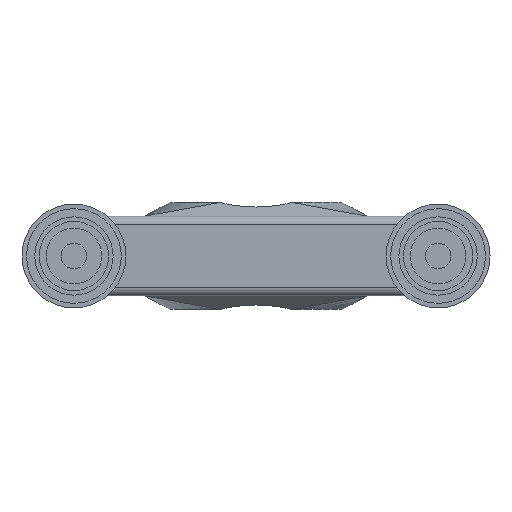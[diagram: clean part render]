
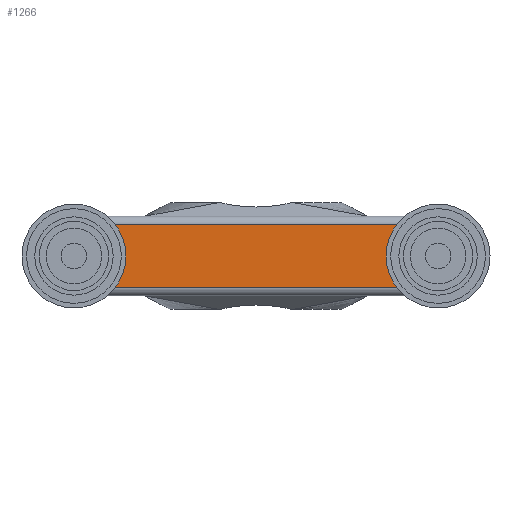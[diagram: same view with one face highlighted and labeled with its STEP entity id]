
A CAD part, front view. The second image highlights one B-rep face of the part: STEP entity #1266.
In plain terms, the highlighted planar face has unit normal (0, -1, 0).
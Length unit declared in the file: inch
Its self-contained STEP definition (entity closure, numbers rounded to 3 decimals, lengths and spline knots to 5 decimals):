
#47 = AXIS2_PLACEMENT_3D ( 'NONE', #3013, #1655, #3368 ) ;
#73 = CIRCLE ( 'NONE', #2985, 0.25 ) ;
#85 = VERTEX_POINT ( 'NONE', #1450 ) ;
#202 = ORIENTED_EDGE ( 'NONE', *, *, #905, .F. ) ;
#225 = VERTEX_POINT ( 'NONE', #1540 ) ;
#297 = VERTEX_POINT ( 'NONE', #2979 ) ;
#302 = ORIENTED_EDGE ( 'NONE', *, *, #2768, .T. ) ;
#343 = DIRECTION ( 'NONE',  ( 1., 0., 0. ) ) ;
#467 = EDGE_LOOP ( 'NONE', ( #3493, #999 ) ) ;
#592 = DIRECTION ( 'NONE',  ( -1., 0., 0. ) ) ;
#634 = CARTESIAN_POINT ( 'NONE',  ( -2.15745, -0.739, 0.3475 ) ) ;
#682 = VERTEX_POINT ( 'NONE', #4033 ) ;
#695 = DIRECTION ( 'NONE',  ( 0., -1., 0. ) ) ;
#728 = CARTESIAN_POINT ( 'NONE',  ( -1.75, -0.739, 0. ) ) ;
#866 = FACE_BOUND ( 'NONE', #467, .T. ) ;
#905 = EDGE_CURVE ( 'NONE', #3824, #297, #1035, .T. ) ;
#999 = ORIENTED_EDGE ( 'NONE', *, *, #3604, .F. ) ;
#1031 = DIRECTION ( 'NONE',  ( 0., -1., 0. ) ) ;
#1035 = CIRCLE ( 'NONE', #47, 0.25 ) ;
#1045 = CARTESIAN_POINT ( 'NONE',  ( 1.79172, -0.739, 0. ) ) ;
#1103 = DIRECTION ( 'NONE',  ( 0., 0., -1. ) ) ;
#1112 = VERTEX_POINT ( 'NONE', #3739 ) ;
#1159 = ORIENTED_EDGE ( 'NONE', *, *, #3171, .T. ) ;
#1261 = CARTESIAN_POINT ( 'NONE',  ( -2., -0.739, 0. ) ) ;
#1266 = ADVANCED_FACE ( 'NONE', ( #2359, #866, #2470 ), #3131, .T. ) ;
#1328 = CARTESIAN_POINT ( 'NONE',  ( -2., -0.739, 0. ) ) ;
#1358 = DIRECTION ( 'NONE',  ( 0., 0., -1. ) ) ;
#1450 = CARTESIAN_POINT ( 'NONE',  ( 2.15199, -0.739, -0.3475 ) ) ;
#1540 = CARTESIAN_POINT ( 'NONE',  ( -2.15745, -0.739, -0.3475 ) ) ;
#1655 = DIRECTION ( 'NONE',  ( 0., -1., 0. ) ) ;
#1689 = CARTESIAN_POINT ( 'NONE',  ( 2., -0.739, 0. ) ) ;
#1712 = CIRCLE ( 'NONE', #2636, 0.50055 ) ;
#1939 = AXIS2_PLACEMENT_3D ( 'NONE', #1328, #3776, #3473 ) ;
#1995 = VECTOR ( 'NONE', #592, 39.37008 ) ;
#2039 = CARTESIAN_POINT ( 'NONE',  ( 2.15199, -0.739, 0.3475 ) ) ;
#2115 = CARTESIAN_POINT ( 'NONE',  ( -1.79718, -0.739, 0. ) ) ;
#2158 = AXIS2_PLACEMENT_3D ( 'NONE', #4185, #2393, #1358 ) ;
#2230 = EDGE_LOOP ( 'NONE', ( #2385, #302, #3487, #1159 ) ) ;
#2359 = FACE_BOUND ( 'NONE', #3113, .T. ) ;
#2385 = ORIENTED_EDGE ( 'NONE', *, *, #4401, .T. ) ;
#2393 = DIRECTION ( 'NONE',  ( 0., -1., 0. ) ) ;
#2470 = FACE_OUTER_BOUND ( 'NONE', #2230, .T. ) ;
#2472 = CIRCLE ( 'NONE', #1939, 0.25 ) ;
#2636 = AXIS2_PLACEMENT_3D ( 'NONE', #2115, #3894, #1103 ) ;
#2718 = CARTESIAN_POINT ( 'NONE',  ( 2.15199, -0.739, -0.3475 ) ) ;
#2768 = EDGE_CURVE ( 'NONE', #225, #85, #2843, .T. ) ;
#2784 = CARTESIAN_POINT ( 'NONE',  ( 1.75, -0.739, 0. ) ) ;
#2843 = LINE ( 'NONE', #2718, #3459 ) ;
#2890 = LINE ( 'NONE', #634, #1995 ) ;
#2979 = CARTESIAN_POINT ( 'NONE',  ( 2.25, -0.739, 0. ) ) ;
#2985 = AXIS2_PLACEMENT_3D ( 'NONE', #1689, #1031, #3516 ) ;
#3013 = CARTESIAN_POINT ( 'NONE',  ( 2., -0.739, 0. ) ) ;
#3018 = DIRECTION ( 'NONE',  ( 0., 0., -1. ) ) ;
#3113 = EDGE_LOOP ( 'NONE', ( #3834, #202 ) ) ;
#3131 = PLANE ( 'NONE',  #2158 ) ;
#3171 = EDGE_CURVE ( 'NONE', #3654, #682, #2890, .T. ) ;
#3197 = EDGE_CURVE ( 'NONE', #85, #3654, #4015, .T. ) ;
#3368 = DIRECTION ( 'NONE',  ( 0., 0., -1. ) ) ;
#3396 = VERTEX_POINT ( 'NONE', #728 ) ;
#3420 = DIRECTION ( 'NONE',  ( 0., 0., -1. ) ) ;
#3459 = VECTOR ( 'NONE', #343, 39.37008 ) ;
#3473 = DIRECTION ( 'NONE',  ( 0., 0., -1. ) ) ;
#3487 = ORIENTED_EDGE ( 'NONE', *, *, #3197, .T. ) ;
#3493 = ORIENTED_EDGE ( 'NONE', *, *, #4223, .F. ) ;
#3516 = DIRECTION ( 'NONE',  ( 0., 0., -1. ) ) ;
#3604 = EDGE_CURVE ( 'NONE', #3396, #1112, #3633, .T. ) ;
#3633 = CIRCLE ( 'NONE', #3924, 0.25 ) ;
#3654 = VERTEX_POINT ( 'NONE', #2039 ) ;
#3731 = EDGE_CURVE ( 'NONE', #297, #3824, #73, .T. ) ;
#3739 = CARTESIAN_POINT ( 'NONE',  ( -2.25, -0.739, 0. ) ) ;
#3776 = DIRECTION ( 'NONE',  ( 0., -1., 0. ) ) ;
#3824 = VERTEX_POINT ( 'NONE', #2784 ) ;
#3834 = ORIENTED_EDGE ( 'NONE', *, *, #3731, .F. ) ;
#3894 = DIRECTION ( 'NONE',  ( 0., -1., 0. ) ) ;
#3924 = AXIS2_PLACEMENT_3D ( 'NONE', #1261, #4094, #3018 ) ;
#4015 = CIRCLE ( 'NONE', #4136, 0.50055 ) ;
#4033 = CARTESIAN_POINT ( 'NONE',  ( -2.15745, -0.739, 0.3475 ) ) ;
#4094 = DIRECTION ( 'NONE',  ( 0., -1., 0. ) ) ;
#4136 = AXIS2_PLACEMENT_3D ( 'NONE', #1045, #695, #3420 ) ;
#4185 = CARTESIAN_POINT ( 'NONE',  ( -1.79718, -0.739, 0. ) ) ;
#4223 = EDGE_CURVE ( 'NONE', #1112, #3396, #2472, .T. ) ;
#4401 = EDGE_CURVE ( 'NONE', #682, #225, #1712, .T. ) ;
